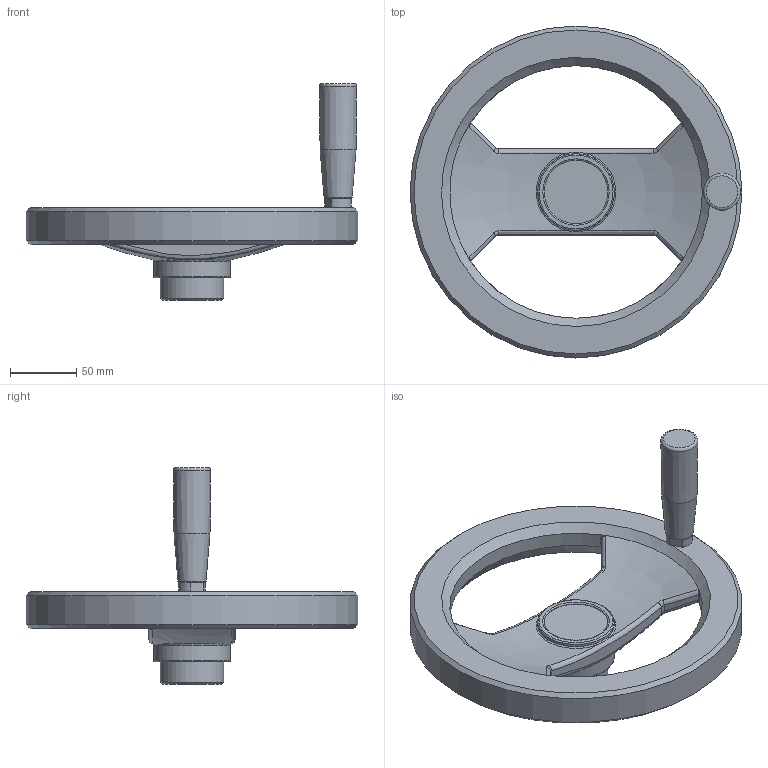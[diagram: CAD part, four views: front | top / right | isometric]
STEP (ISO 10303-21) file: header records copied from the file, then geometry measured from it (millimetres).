
FILE_DESCRIPTION( ( 'Unknown' ), '1' );
FILE_NAME( '6108020_VR2A_250-M.stp', 'Unknown', ( 'Unknown' ), ( 'Unknown' ), 'PSStep 10.0', 'Unknown', ' ' );
FILE_SCHEMA( ( 'automotive_design' ) );
Length unit declared in the file: millimetre
Products named in the file (1): 6108020
Bounding box: 250 x 250 x 163.4 mm (x, y, z)
Volume: 829351.7 mm3; surface area: 120362.6 mm2
Topology: 1 solids, 3 shells, 121 faces, 270 edges, 160 vertices
Faces by surface type: bspline 34, plane 33, cylinder 27, cone 18, torus 9
Full cylindrical faces by diameter (mm): 6 x1, 8.3 x1, 8.376 x2, 9 x1, 10 x1, 10.6 x1, 13 x1, 14 x1, 14.5 x1, 48 x2, 57.7 x1, 58 x1, 250 x1
Entity records: 9114 total; most frequent: CARTESIAN_POINT 5955, ORIENTED_EDGE 426, DIRECTION 413, EDGE_CURVE 213, AXIS2_PLACEMENT_3D 190, EDGE_LOOP 168, FACE_OUTER_BOUND 143, VERTEX_POINT 142
